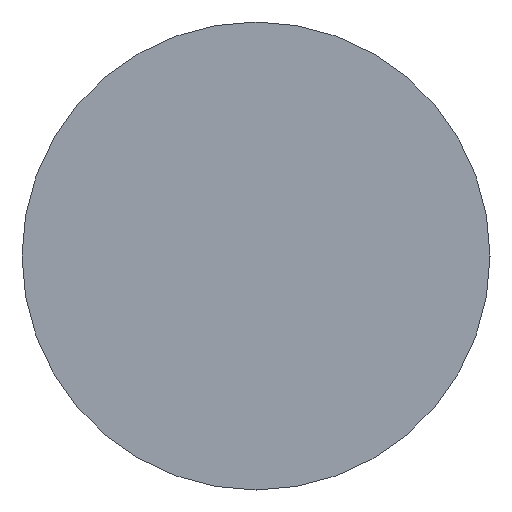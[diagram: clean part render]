
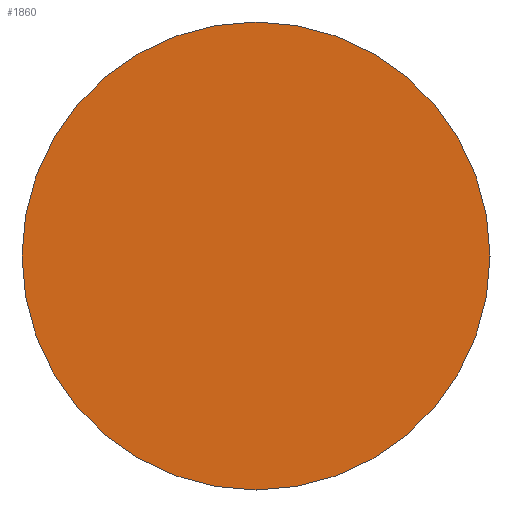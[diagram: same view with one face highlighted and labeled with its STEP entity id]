
A CAD part, front view. The second image highlights one B-rep face of the part: STEP entity #1860.
In plain terms, the highlighted planar face has unit normal (0, -1, 0).
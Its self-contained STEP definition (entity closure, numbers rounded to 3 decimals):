
#3 = AXIS2_PLACEMENT_3D ( 'NONE', #1144, #1321, #1992 ) ;
#17 = CIRCLE ( 'NONE', #616, 50. ) ;
#156 = EDGE_CURVE ( 'NONE', #422, #399, #17, .T. ) ;
#310 = DIRECTION ( 'NONE',  ( 0., 0., 1. ) ) ;
#325 = AXIS2_PLACEMENT_3D ( 'NONE', #1466, #1785, #627 ) ;
#368 = EDGE_CURVE ( 'NONE', #399, #422, #586, .T. ) ;
#399 = VERTEX_POINT ( 'NONE', #838 ) ;
#422 = VERTEX_POINT ( 'NONE', #2027 ) ;
#586 = CIRCLE ( 'NONE', #325, 50. ) ;
#616 = AXIS2_PLACEMENT_3D ( 'NONE', #1296, #1484, #310 ) ;
#627 = DIRECTION ( 'NONE',  ( 0., 0., 1. ) ) ;
#661 = ORIENTED_EDGE ( 'NONE', *, *, #156, .F. ) ;
#684 = ORIENTED_EDGE ( 'NONE', *, *, #368, .F. ) ;
#838 = CARTESIAN_POINT ( 'NONE',  ( 0., 0., 50. ) ) ;
#1030 = EDGE_LOOP ( 'NONE', ( #661, #684 ) ) ;
#1144 = CARTESIAN_POINT ( 'NONE',  ( 0., 0., 0. ) ) ;
#1183 = PLANE ( 'NONE',  #3 ) ;
#1296 = CARTESIAN_POINT ( 'NONE',  ( 0., 0., 0. ) ) ;
#1321 = DIRECTION ( 'NONE',  ( 0., 1., 0. ) ) ;
#1466 = CARTESIAN_POINT ( 'NONE',  ( 0., 0., 0. ) ) ;
#1484 = DIRECTION ( 'NONE',  ( 0., 1., 0. ) ) ;
#1785 = DIRECTION ( 'NONE',  ( 0., 1., 0. ) ) ;
#1860 = ADVANCED_FACE ( 'NONE', ( #1926 ), #1183, .F. ) ;
#1926 = FACE_OUTER_BOUND ( 'NONE', #1030, .T. ) ;
#1992 = DIRECTION ( 'NONE',  ( 0., 0., 1. ) ) ;
#2027 = CARTESIAN_POINT ( 'NONE',  ( 0., 0., -50. ) ) ;
